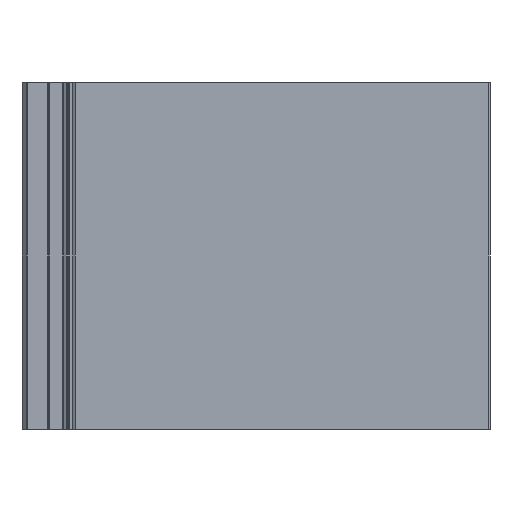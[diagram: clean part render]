
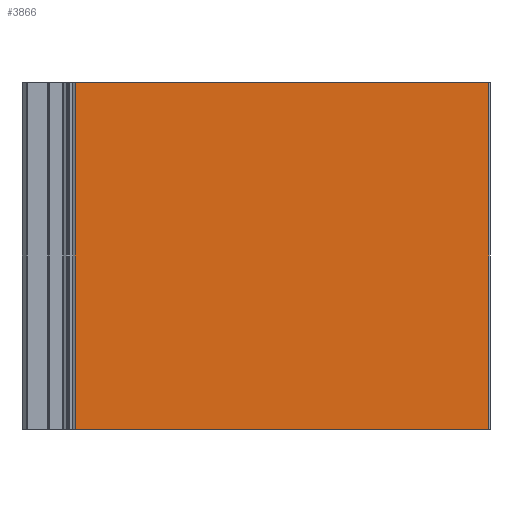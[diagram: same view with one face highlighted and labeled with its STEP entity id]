
A CAD part, left-side view. The second image highlights one B-rep face of the part: STEP entity #3866.
In plain terms, the highlighted planar face has unit normal (-1, 0, 0).
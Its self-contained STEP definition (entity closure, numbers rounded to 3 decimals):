
#176 = PLANE ( 'NONE',  #1101 ) ;
#256 = FACE_OUTER_BOUND ( 'NONE', #679, .T. ) ;
#292 = VERTEX_POINT ( 'NONE', #773 ) ;
#333 = EDGE_CURVE ( 'NONE', #2248, #292, #3466, .T. ) ;
#521 = VECTOR ( 'NONE', #3330, 1000. ) ;
#522 = EDGE_CURVE ( 'NONE', #2142, #292, #1267, .T. ) ;
#538 = DIRECTION ( 'NONE',  ( 1., 0., 0. ) ) ;
#679 = EDGE_LOOP ( 'NONE', ( #3564, #3372, #3032, #1447 ) ) ;
#773 = CARTESIAN_POINT ( 'NONE',  ( -10.1, -127.224, 0. ) ) ;
#838 = CARTESIAN_POINT ( 'NONE',  ( -10.1, -7.824, 100. ) ) ;
#871 = CARTESIAN_POINT ( 'NONE',  ( -10.1, 0., 100. ) ) ;
#1074 = CARTESIAN_POINT ( 'NONE',  ( -10.1, -7.824, 0. ) ) ;
#1101 = AXIS2_PLACEMENT_3D ( 'NONE', #1446, #538, #2929 ) ;
#1163 = VECTOR ( 'NONE', #2374, 1000. ) ;
#1267 = LINE ( 'NONE', #1290, #521 ) ;
#1290 = CARTESIAN_POINT ( 'NONE',  ( -10.1, -127.224, 100. ) ) ;
#1381 = DIRECTION ( 'NONE',  ( 0., -1., 0. ) ) ;
#1446 = CARTESIAN_POINT ( 'NONE',  ( -10.1, 0., 100. ) ) ;
#1447 = ORIENTED_EDGE ( 'NONE', *, *, #1480, .T. ) ;
#1480 = EDGE_CURVE ( 'NONE', #2794, #2248, #2296, .T. ) ;
#1503 = VECTOR ( 'NONE', #1381, 1000. ) ;
#1978 = CARTESIAN_POINT ( 'NONE',  ( -10.1, 0., 0. ) ) ;
#2142 = VERTEX_POINT ( 'NONE', #2303 ) ;
#2248 = VERTEX_POINT ( 'NONE', #1074 ) ;
#2296 = LINE ( 'NONE', #838, #3208 ) ;
#2303 = CARTESIAN_POINT ( 'NONE',  ( -10.1, -127.224, 100. ) ) ;
#2374 = DIRECTION ( 'NONE',  ( 0., -1., 0. ) ) ;
#2794 = VERTEX_POINT ( 'NONE', #3632 ) ;
#2929 = DIRECTION ( 'NONE',  ( 0., 1., 0. ) ) ;
#2968 = EDGE_CURVE ( 'NONE', #2794, #2142, #3864, .T. ) ;
#3032 = ORIENTED_EDGE ( 'NONE', *, *, #2968, .F. ) ;
#3208 = VECTOR ( 'NONE', #3768, 1000. ) ;
#3330 = DIRECTION ( 'NONE',  ( 0., 0., -1. ) ) ;
#3372 = ORIENTED_EDGE ( 'NONE', *, *, #522, .F. ) ;
#3466 = LINE ( 'NONE', #1978, #1503 ) ;
#3564 = ORIENTED_EDGE ( 'NONE', *, *, #333, .T. ) ;
#3632 = CARTESIAN_POINT ( 'NONE',  ( -10.1, -7.824, 100. ) ) ;
#3768 = DIRECTION ( 'NONE',  ( 0., 0., -1. ) ) ;
#3864 = LINE ( 'NONE', #871, #1163 ) ;
#3866 = ADVANCED_FACE ( 'NONE', ( #256 ), #176, .F. ) ;
